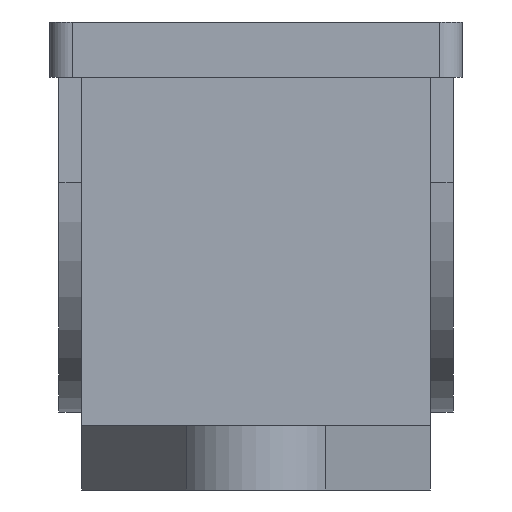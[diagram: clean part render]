
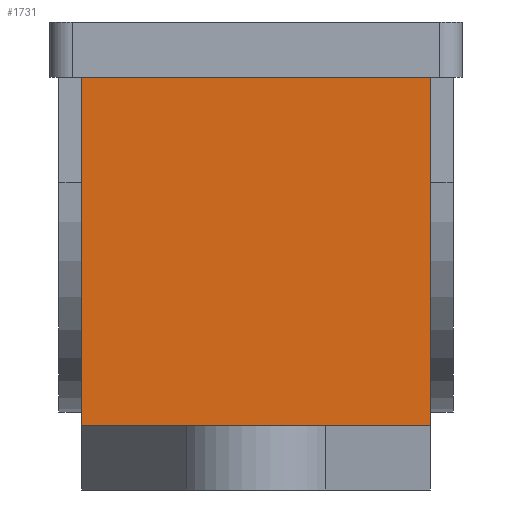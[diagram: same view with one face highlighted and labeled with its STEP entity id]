
A CAD part, left-side view. The second image highlights one B-rep face of the part: STEP entity #1731.
In plain terms, the highlighted planar face has unit normal (-1, 0, 0).
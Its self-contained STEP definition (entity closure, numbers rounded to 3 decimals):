
#35=LINE('',#2695,#147);
#51=LINE('',#2736,#163);
#67=LINE('',#2816,#179);
#114=LINE('',#2942,#226);
#147=VECTOR('',#2197,76.);
#163=VECTOR('',#2235,76.);
#179=VECTOR('',#2327,76.);
#226=VECTOR('',#2452,76.);
#272=PLANE('',#1941);
#529=FACE_OUTER_BOUND('',#705,.T.);
#705=EDGE_LOOP('',(#1539,#1540,#1541,#1542));
#894=VERTEX_POINT('',#2692);
#895=VERTEX_POINT('',#2694);
#908=VERTEX_POINT('',#2733);
#909=VERTEX_POINT('',#2735);
#1060=EDGE_CURVE('',#894,#895,#35,.T.);
#1080=EDGE_CURVE('',#909,#908,#51,.T.);
#1113=EDGE_CURVE('',#908,#895,#67,.T.);
#1176=EDGE_CURVE('',#909,#894,#114,.T.);
#1539=ORIENTED_EDGE('',*,*,#1113,.T.);
#1540=ORIENTED_EDGE('',*,*,#1060,.F.);
#1541=ORIENTED_EDGE('',*,*,#1176,.F.);
#1542=ORIENTED_EDGE('',*,*,#1080,.T.);
#1731=ADVANCED_FACE('',(#529),#272,.T.);
#1941=AXIS2_PLACEMENT_3D('',#2941,#2450,#2451);
#2197=DIRECTION('',(0.,0.,1.));
#2235=DIRECTION('',(0.,0.,1.));
#2327=DIRECTION('',(0.,1.,0.));
#2450=DIRECTION('center_axis',(-1.,0.,0.));
#2451=DIRECTION('ref_axis',(0.,0.,1.));
#2452=DIRECTION('',(0.,1.,0.));
#2692=CARTESIAN_POINT('',(-88.,38.,14.));
#2694=CARTESIAN_POINT('',(-88.,38.,90.));
#2695=CARTESIAN_POINT('',(-88.,38.,14.));
#2733=CARTESIAN_POINT('',(-88.,-38.,90.));
#2735=CARTESIAN_POINT('',(-88.,-38.,14.));
#2736=CARTESIAN_POINT('',(-88.,-38.,14.));
#2816=CARTESIAN_POINT('',(-88.,-19.,90.));
#2941=CARTESIAN_POINT('Origin',(-88.,-38.,14.));
#2942=CARTESIAN_POINT('',(-88.,-19.,14.));
